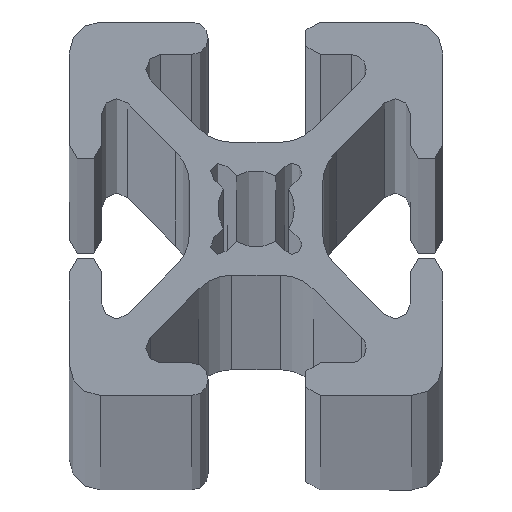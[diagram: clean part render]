
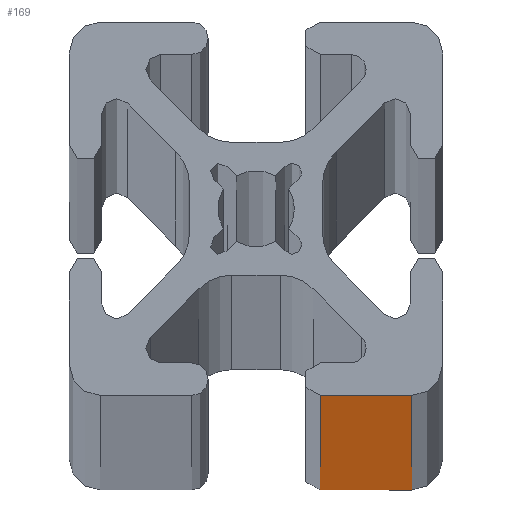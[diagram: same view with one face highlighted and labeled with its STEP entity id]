
A CAD part, top view. The second image highlights one B-rep face of the part: STEP entity #169.
In plain terms, the highlighted planar face has unit normal (0, -1, 0).
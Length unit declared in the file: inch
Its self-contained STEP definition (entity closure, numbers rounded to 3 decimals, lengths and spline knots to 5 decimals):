
#24 = VECTOR ( 'NONE', #1332, 39.37008 ) ;
#30 = VERTEX_POINT ( 'NONE', #305 ) ;
#169 = ADVANCED_FACE ( 'NONE', ( #2061 ), #1429, .T. ) ;
#297 = CARTESIAN_POINT ( 'NONE',  ( 0.1715, -0.5, -145. ) ) ;
#305 = CARTESIAN_POINT ( 'NONE',  ( 0.417, -0.5, -145. ) ) ;
#313 = CARTESIAN_POINT ( 'NONE',  ( 0.417, -0.5, -145. ) ) ;
#363 = VERTEX_POINT ( 'NONE', #2172 ) ;
#510 = EDGE_LOOP ( 'NONE', ( #1437, #2598, #2343, #1256 ) ) ;
#549 = CARTESIAN_POINT ( 'NONE',  ( 0.1715, -0.5, -145. ) ) ;
#685 = LINE ( 'NONE', #297, #24 ) ;
#768 = DIRECTION ( 'NONE',  ( 1., 0., 0. ) ) ;
#916 = EDGE_CURVE ( 'NONE', #30, #363, #1746, .T. ) ;
#974 = CARTESIAN_POINT ( 'NONE',  ( 0.1715, -0.5, 0. ) ) ;
#1023 = DIRECTION ( 'NONE',  ( 0., -1., 0. ) ) ;
#1209 = VECTOR ( 'NONE', #768, 39.37008 ) ;
#1256 = ORIENTED_EDGE ( 'NONE', *, *, #916, .T. ) ;
#1332 = DIRECTION ( 'NONE',  ( 1., 0., 0. ) ) ;
#1362 = VERTEX_POINT ( 'NONE', #1442 ) ;
#1429 = PLANE ( 'NONE',  #2092 ) ;
#1437 = ORIENTED_EDGE ( 'NONE', *, *, #2151, .F. ) ;
#1442 = CARTESIAN_POINT ( 'NONE',  ( 0.1715, -0.5, 0. ) ) ;
#1485 = VECTOR ( 'NONE', #1803, 39.37008 ) ;
#1640 = CARTESIAN_POINT ( 'NONE',  ( 0.1715, -0.5, -145. ) ) ;
#1724 = EDGE_CURVE ( 'NONE', #2232, #30, #685, .T. ) ;
#1730 = EDGE_CURVE ( 'NONE', #2232, #1362, #2538, .T. ) ;
#1746 = LINE ( 'NONE', #313, #1485 ) ;
#1803 = DIRECTION ( 'NONE',  ( 0., 0., 1. ) ) ;
#2002 = DIRECTION ( 'NONE',  ( 0., 0., 1. ) ) ;
#2054 = DIRECTION ( 'NONE',  ( 1., 0., 0. ) ) ;
#2061 = FACE_OUTER_BOUND ( 'NONE', #510, .T. ) ;
#2092 = AXIS2_PLACEMENT_3D ( 'NONE', #1640, #1023, #2054 ) ;
#2151 = EDGE_CURVE ( 'NONE', #1362, #363, #2378, .T. ) ;
#2172 = CARTESIAN_POINT ( 'NONE',  ( 0.417, -0.5, 0. ) ) ;
#2232 = VERTEX_POINT ( 'NONE', #549 ) ;
#2343 = ORIENTED_EDGE ( 'NONE', *, *, #1724, .T. ) ;
#2378 = LINE ( 'NONE', #974, #1209 ) ;
#2439 = CARTESIAN_POINT ( 'NONE',  ( 0.1715, -0.5, -145. ) ) ;
#2538 = LINE ( 'NONE', #2439, #2625 ) ;
#2598 = ORIENTED_EDGE ( 'NONE', *, *, #1730, .F. ) ;
#2625 = VECTOR ( 'NONE', #2002, 39.37008 ) ;
